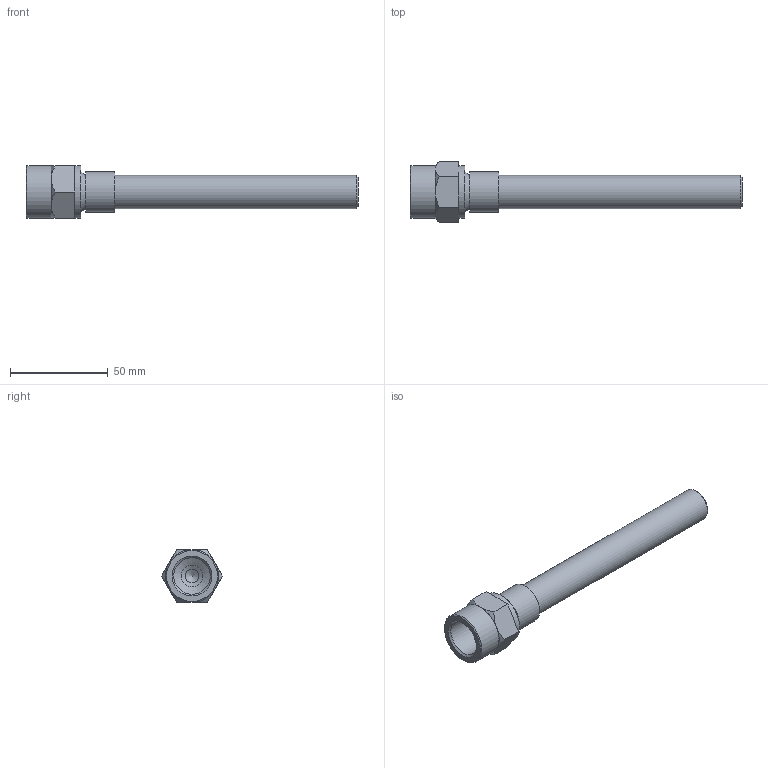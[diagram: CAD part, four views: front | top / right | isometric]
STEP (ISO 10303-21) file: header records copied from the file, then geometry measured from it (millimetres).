
FILE_DESCRIPTION(/* description */ ('Schutzrohr mit gestufter Bohrung'),/* implementation_level */ '2;1');
FILE_NAME(/* name */ '4255911903254.stp',/* time_stamp */ '2025-11-19T11:36:02+01:00',/* author */ ('winter'),/* organization */ (''),/* preprocessor_version */ 'ST-DEVELOPER v20.1',/* originating_system */ 'Autodesk Inventor 2026',/* authorisation */ '');
FILE_SCHEMA (('AUTOMOTIVE_DESIGN { 1 0 10303 214 3 1 1 }'));
Length unit declared in the file: millimetre
Products named in the file (1): 20008363
Bounding box: 170 x 31.18 x 27 mm (x, y, z)
Volume: 33727.1 mm3; surface area: 17107.9 mm2
Topology: 1 solids, 1 shells, 43 faces, 95 edges, 57 vertices
Faces by surface type: plane 23, cone 13, cylinder 7
Full cylindrical faces by diameter (mm): 7 x1, 11 x1, 17 x1, 18.631 x1, 20.95 x1, 27 x2
Entity records: 1201 total; most frequent: CARTESIAN_POINT 219, DIRECTION 208, ORIENTED_EDGE 188, EDGE_CURVE 94, AXIS2_PLACEMENT_3D 82, VERTEX_POINT 57, EDGE_LOOP 47, LINE 44
